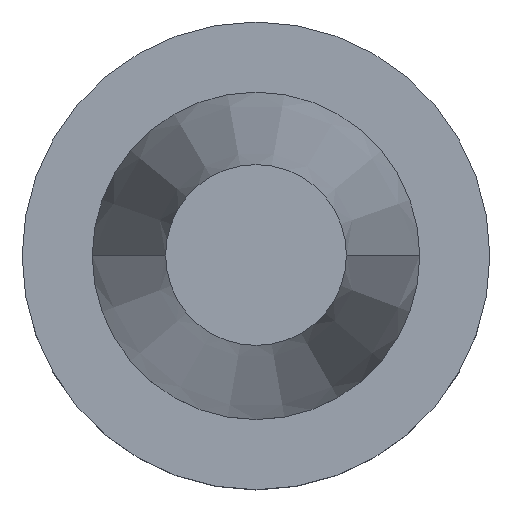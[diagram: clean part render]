
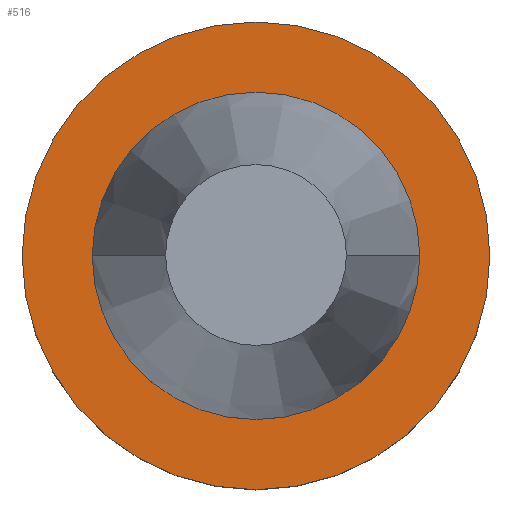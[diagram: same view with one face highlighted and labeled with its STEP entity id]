
A CAD part, top view. The second image highlights one B-rep face of the part: STEP entity #516.
In plain terms, the highlighted planar face has unit normal (0, 0, 1).
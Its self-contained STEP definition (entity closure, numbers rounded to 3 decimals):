
#11 = AXIS2_PLACEMENT_3D ( 'NONE', #100, #14, #689 ) ;
#14 = DIRECTION ( 'NONE',  ( 0., 0., 1. ) ) ;
#32 = CARTESIAN_POINT ( 'NONE',  ( -31.75, 0., -1. ) ) ;
#54 = ORIENTED_EDGE ( 'NONE', *, *, #261, .F. ) ;
#61 = PLANE ( 'NONE',  #923 ) ;
#71 = FACE_BOUND ( 'NONE', #740, .T. ) ;
#100 = CARTESIAN_POINT ( 'NONE',  ( 0., 0., -1. ) ) ;
#125 = CARTESIAN_POINT ( 'NONE',  ( -22.225, 0., -1. ) ) ;
#153 = FACE_OUTER_BOUND ( 'NONE', #397, .T. ) ;
#256 = ORIENTED_EDGE ( 'NONE', *, *, #830, .T. ) ;
#259 = CARTESIAN_POINT ( 'NONE',  ( 0., 0., -1. ) ) ;
#261 = EDGE_CURVE ( 'NONE', #364, #358, #936, .T. ) ;
#306 = DIRECTION ( 'NONE',  ( -1., 0., 0. ) ) ;
#307 = EDGE_CURVE ( 'NONE', #358, #364, #372, .T. ) ;
#330 = ORIENTED_EDGE ( 'NONE', *, *, #307, .F. ) ;
#358 = VERTEX_POINT ( 'NONE', #714 ) ;
#364 = VERTEX_POINT ( 'NONE', #125 ) ;
#371 = VERTEX_POINT ( 'NONE', #32 ) ;
#372 = CIRCLE ( 'NONE', #538, 22.225 ) ;
#376 = DIRECTION ( 'NONE',  ( 1., 0., 0. ) ) ;
#393 = DIRECTION ( 'NONE',  ( 0., 0., -1. ) ) ;
#397 = EDGE_LOOP ( 'NONE', ( #608, #256 ) ) ;
#421 = DIRECTION ( 'NONE',  ( 0., 0., 1. ) ) ;
#456 = CARTESIAN_POINT ( 'NONE',  ( 0., 0., -1. ) ) ;
#464 = DIRECTION ( 'NONE',  ( 1., 0., 0. ) ) ;
#502 = VERTEX_POINT ( 'NONE', #653 ) ;
#516 = ADVANCED_FACE ( 'NONE', ( #71, #153 ), #61, .F. ) ;
#536 = DIRECTION ( 'NONE',  ( 0., 0., 1. ) ) ;
#538 = AXIS2_PLACEMENT_3D ( 'NONE', #722, #551, #376 ) ;
#545 = DIRECTION ( 'NONE',  ( 1., 0., 0. ) ) ;
#551 = DIRECTION ( 'NONE',  ( 0., 0., 1. ) ) ;
#608 = ORIENTED_EDGE ( 'NONE', *, *, #1013, .T. ) ;
#653 = CARTESIAN_POINT ( 'NONE',  ( 31.75, 0., -1. ) ) ;
#689 = DIRECTION ( 'NONE',  ( 1., 0., 0. ) ) ;
#714 = CARTESIAN_POINT ( 'NONE',  ( 22.225, 0., -1. ) ) ;
#722 = CARTESIAN_POINT ( 'NONE',  ( 0., 0., -1. ) ) ;
#740 = EDGE_LOOP ( 'NONE', ( #330, #54 ) ) ;
#744 = CIRCLE ( 'NONE', #11, 31.75 ) ;
#761 = CIRCLE ( 'NONE', #905, 31.75 ) ;
#830 = EDGE_CURVE ( 'NONE', #371, #502, #761, .T. ) ;
#849 = AXIS2_PLACEMENT_3D ( 'NONE', #259, #421, #464 ) ;
#905 = AXIS2_PLACEMENT_3D ( 'NONE', #456, #536, #545 ) ;
#914 = CARTESIAN_POINT ( 'NONE',  ( 0., 31.75, -1. ) ) ;
#923 = AXIS2_PLACEMENT_3D ( 'NONE', #914, #393, #306 ) ;
#936 = CIRCLE ( 'NONE', #849, 22.225 ) ;
#1013 = EDGE_CURVE ( 'NONE', #502, #371, #744, .T. ) ;
